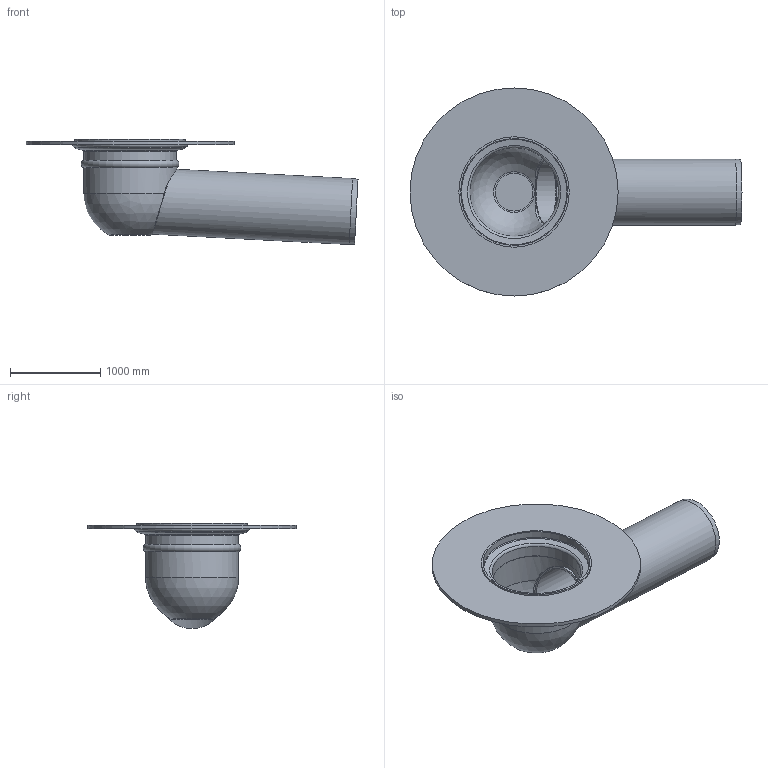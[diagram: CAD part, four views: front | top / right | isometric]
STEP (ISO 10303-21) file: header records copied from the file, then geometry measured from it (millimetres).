
FILE_DESCRIPTION(/* description */ (''),/* implementation_level */ '2;1');
FILE_NAME(/* name */ '16112.070X_3D.stp',/* time_stamp */ '2024-12-12T06:55:43+01:00',/* author */ ('CAD'),/* organization */ (''),/* preprocessor_version */ 'ST-DEVELOPER v20',/* originating_system */ 'AutoCAD Mechanical',/* authorisation */ '');
FILE_SCHEMA (('AUTOMOTIVE_DESIGN { 1 0 10303 214 3 1 1 }'));
Length unit declared in the file: centimetre
Products named in the file (1): Product
Bounding box: 3668.83 x 2300 x 1160.46 mm (x, y, z)
Volume: 279240894.6 mm3; surface area: 23921160.4 mm2
Topology: 6 solids, 6 shells, 42 faces, 91 edges, 58 vertices
Faces by surface type: cylinder 14, plane 12, torus 9, cone 5, sphere 2
Full cylindrical faces by diameter (mm): 692 x1, 730 x2, 980 x1, 994 x1, 1020 x2, 1030 x2, 1180 x1, 1220 x3, 2300 x1
Entity records: 1448 total; most frequent: CARTESIAN_POINT 436, DIRECTION 235, ORIENTED_EDGE 182, AXIS2_PLACEMENT_3D 108, EDGE_CURVE 91, CIRCLE 63, VERTEX_POINT 58, EDGE_LOOP 51
